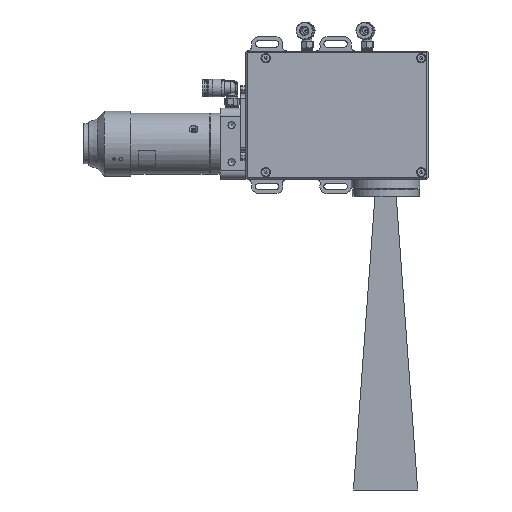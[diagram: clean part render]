
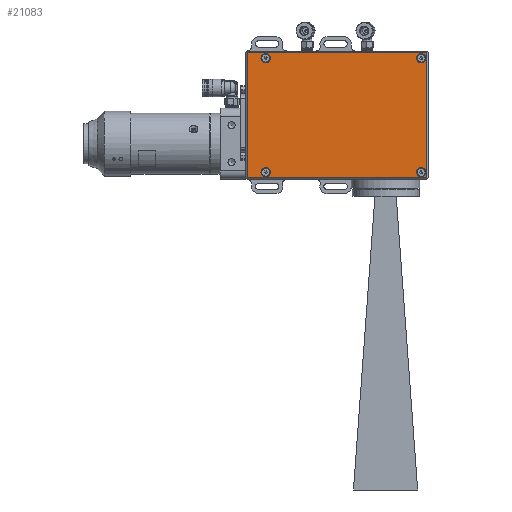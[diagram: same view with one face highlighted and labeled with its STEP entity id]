
A CAD part, front view. The second image highlights one B-rep face of the part: STEP entity #21083.
In plain terms, the highlighted planar face has unit normal (0, -1, 0).
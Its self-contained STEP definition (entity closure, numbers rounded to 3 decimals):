
#148 = DIRECTION ( 'NONE',  ( 0., 0., -1. ) ) ;
#478 = CARTESIAN_POINT ( 'NONE',  ( -46.64, -63.75, 40. ) ) ;
#631 = ORIENTED_EDGE ( 'NONE', *, *, #1944, .T. ) ;
#1191 = CARTESIAN_POINT ( 'NONE',  ( -50., -63.75, 40. ) ) ;
#1232 = ORIENTED_EDGE ( 'NONE', *, *, #7813, .F. ) ;
#1524 = ORIENTED_EDGE ( 'NONE', *, *, #24903, .T. ) ;
#1944 = EDGE_CURVE ( 'NONE', #24135, #15430, #8491, .T. ) ;
#1970 = ORIENTED_EDGE ( 'NONE', *, *, #17039, .F. ) ;
#2166 = LINE ( 'NONE', #10986, #23572 ) ;
#2204 = CARTESIAN_POINT ( 'NONE',  ( 59., -63.75, -40. ) ) ;
#2993 = DIRECTION ( 'NONE',  ( 0., 0., 1. ) ) ;
#3230 = VERTEX_POINT ( 'NONE', #8736 ) ;
#3779 = ORIENTED_EDGE ( 'NONE', *, *, #15548, .F. ) ;
#3897 = CIRCLE ( 'NONE', #19896, 3.36 ) ;
#4249 = CARTESIAN_POINT ( 'NONE',  ( -63., -63.75, 45. ) ) ;
#4756 = FACE_BOUND ( 'NONE', #23965, .T. ) ;
#5069 = DIRECTION ( 'NONE',  ( -1., 0., 0. ) ) ;
#5653 = DIRECTION ( 'NONE',  ( 0., -1., 0. ) ) ;
#6106 = CIRCLE ( 'NONE', #27920, 3.36 ) ;
#7813 = EDGE_CURVE ( 'NONE', #18695, #18695, #24015, .T. ) ;
#8150 = DIRECTION ( 'NONE',  ( 1., 0., 0. ) ) ;
#8458 = CARTESIAN_POINT ( 'NONE',  ( -46.64, -63.75, -40. ) ) ;
#8491 = LINE ( 'NONE', #4249, #24354 ) ;
#8524 = VECTOR ( 'NONE', #14502, 1000. ) ;
#8658 = EDGE_LOOP ( 'NONE', ( #1970 ) ) ;
#8736 = CARTESIAN_POINT ( 'NONE',  ( 62.36, -63.75, 40. ) ) ;
#9544 = VERTEX_POINT ( 'NONE', #18080 ) ;
#9574 = EDGE_CURVE ( 'NONE', #3230, #3230, #6106, .T. ) ;
#9632 = DIRECTION ( 'NONE',  ( 0., -1., 0. ) ) ;
#9660 = VERTEX_POINT ( 'NONE', #27126 ) ;
#10502 = EDGE_LOOP ( 'NONE', ( #1232 ) ) ;
#10583 = FACE_BOUND ( 'NONE', #10502, .T. ) ;
#10986 = CARTESIAN_POINT ( 'NONE',  ( 64., -63.75, -44. ) ) ;
#11578 = CARTESIAN_POINT ( 'NONE',  ( -63., -63.75, 44. ) ) ;
#11670 = CIRCLE ( 'NONE', #24094, 3.36 ) ;
#12263 = CARTESIAN_POINT ( 'NONE',  ( 63., -63.75, 45. ) ) ;
#12415 = LINE ( 'NONE', #24927, #27276 ) ;
#13115 = EDGE_LOOP ( 'NONE', ( #27179 ) ) ;
#13733 = CARTESIAN_POINT ( 'NONE',  ( 64., -63.75, 45. ) ) ;
#14195 = AXIS2_PLACEMENT_3D ( 'NONE', #20573, #9632, #22874 ) ;
#14444 = ORIENTED_EDGE ( 'NONE', *, *, #21315, .T. ) ;
#14502 = DIRECTION ( 'NONE',  ( 0., 0., 1. ) ) ;
#15137 = CARTESIAN_POINT ( 'NONE',  ( -63., -63.75, -44. ) ) ;
#15430 = VERTEX_POINT ( 'NONE', #15137 ) ;
#15548 = EDGE_CURVE ( 'NONE', #21442, #21442, #3897, .T. ) ;
#15974 = ORIENTED_EDGE ( 'NONE', *, *, #16695, .T. ) ;
#16261 = PLANE ( 'NONE',  #21612 ) ;
#16695 = EDGE_CURVE ( 'NONE', #18203, #24135, #12415, .T. ) ;
#16818 = FACE_OUTER_BOUND ( 'NONE', #16958, .T. ) ;
#16958 = EDGE_LOOP ( 'NONE', ( #14444, #15974, #631, #1524 ) ) ;
#17039 = EDGE_CURVE ( 'NONE', #9660, #9660, #11670, .T. ) ;
#18080 = CARTESIAN_POINT ( 'NONE',  ( 63., -63.75, -44. ) ) ;
#18172 = FACE_BOUND ( 'NONE', #8658, .T. ) ;
#18203 = VERTEX_POINT ( 'NONE', #26593 ) ;
#18695 = VERTEX_POINT ( 'NONE', #8458 ) ;
#19896 = AXIS2_PLACEMENT_3D ( 'NONE', #1191, #5653, #8150 ) ;
#20428 = DIRECTION ( 'NONE',  ( 0., 1., 0. ) ) ;
#20573 = CARTESIAN_POINT ( 'NONE',  ( -50., -63.75, -40. ) ) ;
#21083 = ADVANCED_FACE ( 'NONE', ( #10583, #4756, #22661, #18172, #16818 ), #16261, .F. ) ;
#21315 = EDGE_CURVE ( 'NONE', #9544, #18203, #27521, .T. ) ;
#21442 = VERTEX_POINT ( 'NONE', #478 ) ;
#21612 = AXIS2_PLACEMENT_3D ( 'NONE', #13733, #20428, #2993 ) ;
#22661 = FACE_BOUND ( 'NONE', #13115, .T. ) ;
#22874 = DIRECTION ( 'NONE',  ( 1., 0., 0. ) ) ;
#23572 = VECTOR ( 'NONE', #26486, 1000. ) ;
#23965 = EDGE_LOOP ( 'NONE', ( #3779 ) ) ;
#24015 = CIRCLE ( 'NONE', #14195, 3.36 ) ;
#24094 = AXIS2_PLACEMENT_3D ( 'NONE', #2204, #26354, #28701 ) ;
#24135 = VERTEX_POINT ( 'NONE', #11578 ) ;
#24354 = VECTOR ( 'NONE', #148, 1000. ) ;
#24903 = EDGE_CURVE ( 'NONE', #15430, #9544, #2166, .T. ) ;
#24927 = CARTESIAN_POINT ( 'NONE',  ( 64., -63.75, 44. ) ) ;
#25024 = CARTESIAN_POINT ( 'NONE',  ( 59., -63.75, 40. ) ) ;
#26354 = DIRECTION ( 'NONE',  ( 0., -1., 0. ) ) ;
#26486 = DIRECTION ( 'NONE',  ( 1., 0., 0. ) ) ;
#26593 = CARTESIAN_POINT ( 'NONE',  ( 63., -63.75, 44. ) ) ;
#27126 = CARTESIAN_POINT ( 'NONE',  ( 62.36, -63.75, -40. ) ) ;
#27179 = ORIENTED_EDGE ( 'NONE', *, *, #9574, .F. ) ;
#27262 = DIRECTION ( 'NONE',  ( 0., -1., 0. ) ) ;
#27276 = VECTOR ( 'NONE', #5069, 1000. ) ;
#27364 = DIRECTION ( 'NONE',  ( 1., 0., 0. ) ) ;
#27521 = LINE ( 'NONE', #12263, #8524 ) ;
#27920 = AXIS2_PLACEMENT_3D ( 'NONE', #25024, #27262, #27364 ) ;
#28701 = DIRECTION ( 'NONE',  ( 1., 0., 0. ) ) ;
